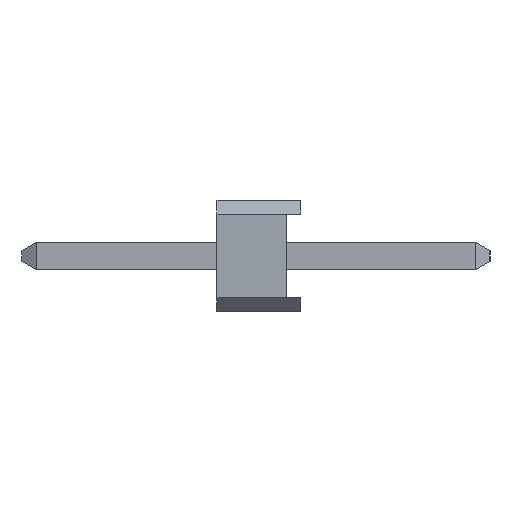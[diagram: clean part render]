
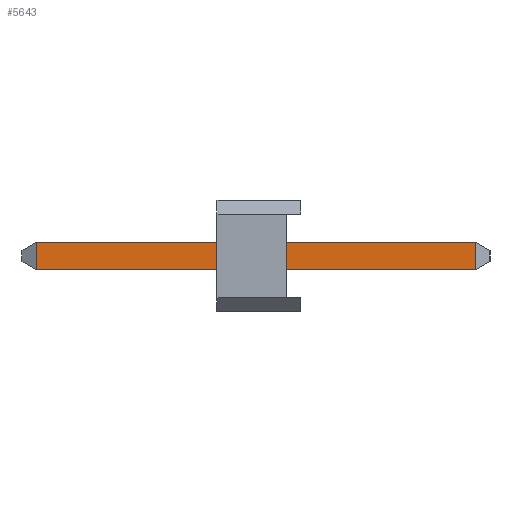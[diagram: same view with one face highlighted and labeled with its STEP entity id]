
A CAD part, left-side view. The second image highlights one B-rep face of the part: STEP entity #5643.
In plain terms, the highlighted free-form (B-spline) face has degree [1, 1] with [2, 2] control points.
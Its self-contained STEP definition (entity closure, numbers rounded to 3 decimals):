
#3049=EDGE_CURVE('',#7273,#8171,#8573,.T.);
#4443=EDGE_CURVE('',#5879,#4619,#10138,.T.);
#4619=VERTEX_POINT('',#10331);
#5643=ADVANCED_FACE('',(#11453),#11454,.T.);
#5879=VERTEX_POINT('',#11709);
#6095=EDGE_CURVE('',#8171,#4619,#11946,.T.);
#7273=VERTEX_POINT('',#13254);
#7285=EDGE_CURVE('',#7273,#5879,#13270,.T.);
#8171=VERTEX_POINT('',#14266);
#8573=LINE('',#14812,#14813);
#10138=LINE('',#17485,#17486);
#10331=CARTESIAN_POINT('',(1.75,-4.636,-0.25));
#11453=FACE_OUTER_BOUND('',#19700,.T.);
#11454=B_SPLINE_SURFACE_WITH_KNOTS('',1,1,((#19701,#19702),(#19703,#19704)),.UNSPECIFIED.,.F.,.F.,.F.,(2,2),(2,2),(0.0,7.872),(0.0,0.5),.UNSPECIFIED.);
#11709=CARTESIAN_POINT('',(1.75,3.236,-0.25));
#11946=LINE('',#20566,#20567);
#13254=CARTESIAN_POINT('',(1.75,3.236,0.25));
#13270=LINE('',#22894,#22895);
#14266=CARTESIAN_POINT('',(1.75,-4.636,0.25));
#14812=CARTESIAN_POINT('',(1.75,3.236,0.25));
#14813=VECTOR('',#25034,7.872);
#17485=CARTESIAN_POINT('',(1.75,3.236,-0.25));
#17486=VECTOR('',#26271,7.872);
#19700=EDGE_LOOP('',(#27153,#27154,#27155,#27156));
#19701=CARTESIAN_POINT('',(1.75,-4.636,0.25));
#19702=CARTESIAN_POINT('',(1.75,-4.636,-0.25));
#19703=CARTESIAN_POINT('',(1.75,3.236,0.25));
#19704=CARTESIAN_POINT('',(1.75,3.236,-0.25));
#20566=CARTESIAN_POINT('',(1.75,-4.636,0.25));
#20567=VECTOR('',#27488,0.5);
#22894=CARTESIAN_POINT('',(1.75,3.236,0.25));
#22895=VECTOR('',#28486,0.5);
#25034=DIRECTION('',(0.0,-1.0,0.0));
#26271=DIRECTION('',(0.0,-1.0,0.0));
#27153=ORIENTED_EDGE('',*,*,#4443,.T.);
#27154=ORIENTED_EDGE('',*,*,#6095,.F.);
#27155=ORIENTED_EDGE('',*,*,#3049,.F.);
#27156=ORIENTED_EDGE('',*,*,#7285,.T.);
#27488=DIRECTION('',(0.0,0.0,-1.0));
#28486=DIRECTION('',(0.0,0.0,-1.0));
